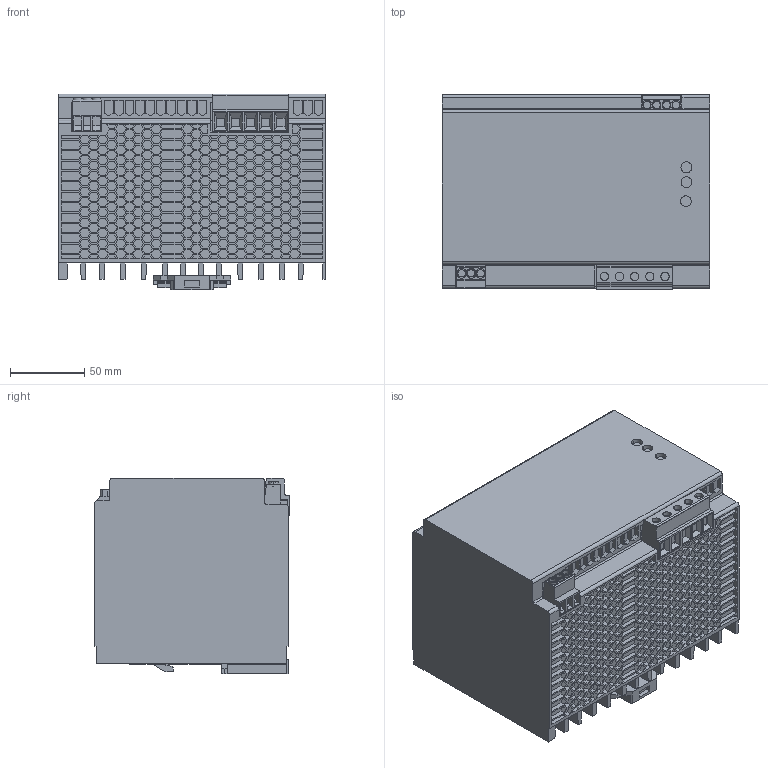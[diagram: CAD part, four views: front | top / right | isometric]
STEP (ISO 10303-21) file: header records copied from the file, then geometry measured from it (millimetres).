
FILE_DESCRIPTION(('Creo Elements/Direct Modeling STEP Export'),'2;1');
FILE_NAME('model.stp','2019-09-23T12:03:21',(''),(''),'Creo Elements/Direct Modeling STEP processor for AP214 (Solid Model)','Creo Elements/Direct Modeling 20.1A 29-Sep-2018 (C) Parametric Technology GmbH','');
FILE_SCHEMA(('AUTOMOTIVE_DESIGN { 1 0 10303 214 1 1 1 1 }'));
Products named in the file (2): QUINT_PS_1AC_48DC_20-select
Assembly tree (1 placements, depth 2):
  QUINT_PS_1AC_48DC_20-select
    QUINT_PS_1AC_48DC_20-select
Bounding box: 180 x 130.62 x 131.6 mm (x, y, z)
Volume: 2601117.7 mm3; surface area: 216846.3 mm2
Topology: 1 solids, 1 shells, 5057 faces, 13016 edges, 8665 vertices
Faces by surface type: plane 4972, cylinder 85
Entity records: 152864 total; most frequent: CARTESIAN_POINT 26742, ORIENTED_EDGE 26036, DIRECTION 23192, EDGE_CURVE 13018, VECTOR 12792, LINE 12792, VERTEX_POINT 8665, EDGE_LOOP 5777
